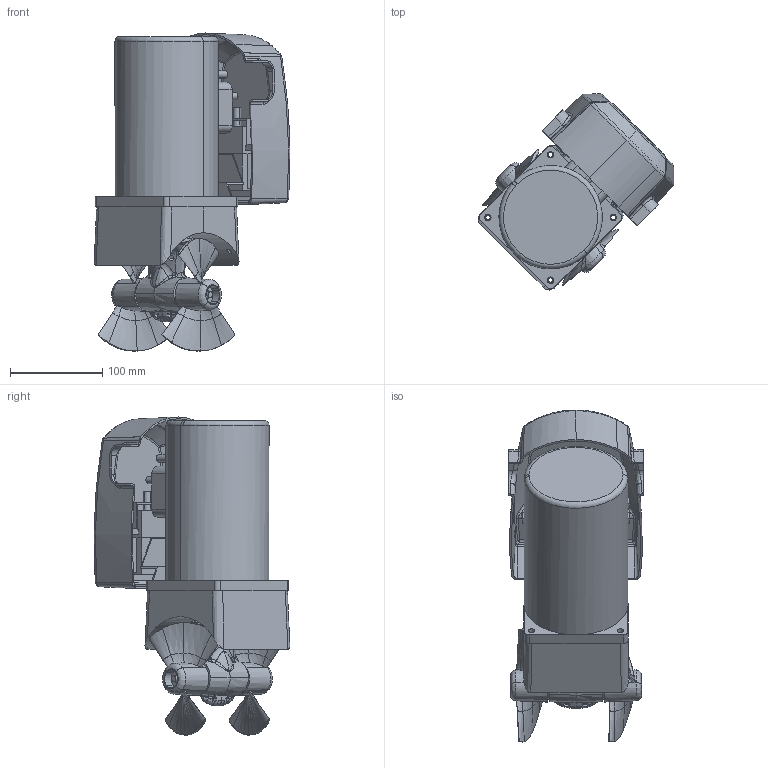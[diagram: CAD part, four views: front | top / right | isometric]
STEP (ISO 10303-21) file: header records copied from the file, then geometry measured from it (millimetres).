
FILE_DESCRIPTION(('CATIA V5 STEP Exchange'),'2;1');
FILE_NAME('CT45.stp','2014-11-20T08:21:22+00:00',('none'),('none'),'CATIA Version 5 Release 21 GA (IN-10)','CATIA V5 STEP AP203','none');
FILE_SCHEMA(('CONFIG_CONTROL_DESIGN'));
Products named in the file (1): CT45
Bounding box: 212.14 x 212.21 x 344.65 mm (x, y, z)
Volume: 2694411.8 mm3; surface area: 384369.5 mm2
Topology: 8 solids, 898 shells, 1510 faces, 6875 edges, 6293 vertices
Faces by surface type: plane 561, bspline 513, cylinder 303, revolution 124, torus 9
Entity records: 91697 total; most frequent: CARTESIAN_POINT 46222, ORIENTED_EDGE 9116, EDGE_CURVE 6853, VERTEX_POINT 6291, DIRECTION 4573, B_SPLINE_CURVE_WITH_KNOTS 4020, VECTOR 1968, LINE 1968
